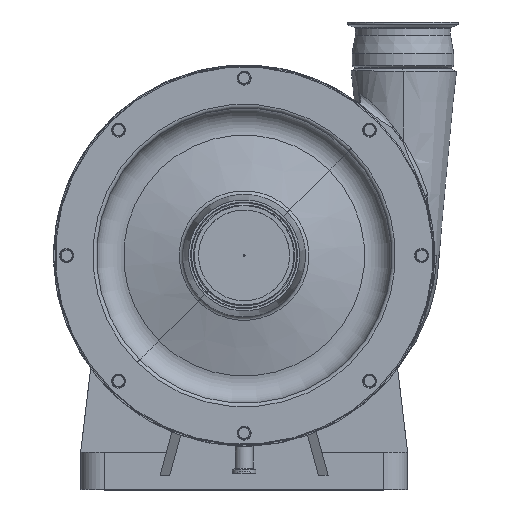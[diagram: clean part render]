
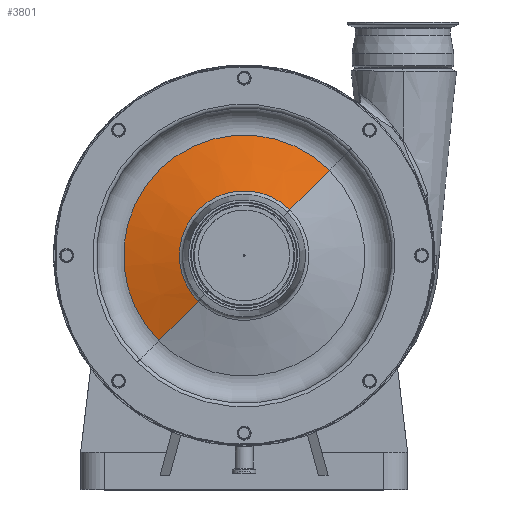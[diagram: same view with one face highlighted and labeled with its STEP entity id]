
A CAD part, top view. The second image highlights one B-rep face of the part: STEP entity #3801.
In plain terms, the highlighted conical face has half-angle 75 degrees and reference radius 69.319 mm.
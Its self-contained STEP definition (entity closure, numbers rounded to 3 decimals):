
#317 = VERTEX_POINT ( 'NONE', #19210 ) ;
#620 = VERTEX_POINT ( 'NONE', #23134 ) ;
#958 = DIRECTION ( 'NONE',  ( -0.683, -0.683, -0.259 ) ) ;
#1658 = DIRECTION ( 'NONE',  ( 0.683, 0.683, -0.259 ) ) ;
#1898 = CARTESIAN_POINT ( 'NONE',  ( 49.016, 49.016, 70.111 ) ) ;
#2816 = LINE ( 'NONE', #10394, #14761 ) ;
#2827 = EDGE_CURVE ( 'NONE', #9330, #4763, #18701, .T. ) ;
#3005 = CIRCLE ( 'NONE', #23270, 129.047 ) ;
#3041 = VECTOR ( 'NONE', #1658, 1000. ) ;
#3157 = ORIENTED_EDGE ( 'NONE', *, *, #2827, .T. ) ;
#3801 = ADVANCED_FACE ( 'NONE', ( #6726 ), #3849, .T. ) ;
#3849 = CONICAL_SURFACE ( 'NONE', #8228, 69.319, 1.309 ) ;
#4661 = ORIENTED_EDGE ( 'NONE', *, *, #15461, .F. ) ;
#4763 = VERTEX_POINT ( 'NONE', #15749 ) ;
#4855 = ORIENTED_EDGE ( 'NONE', *, *, #21358, .T. ) ;
#6726 = FACE_OUTER_BOUND ( 'NONE', #12252, .T. ) ;
#7148 = DIRECTION ( 'NONE',  ( -0.707, -0.707, 0. ) ) ;
#8228 = AXIS2_PLACEMENT_3D ( 'NONE', #19912, #18280, #16527 ) ;
#8311 = AXIS2_PLACEMENT_3D ( 'NONE', #16589, #24200, #7148 ) ;
#8388 = DIRECTION ( 'NONE',  ( -0.707, -0.707, 0. ) ) ;
#9330 = VERTEX_POINT ( 'NONE', #24090 ) ;
#9632 = EDGE_CURVE ( 'NONE', #620, #4763, #3005, .T. ) ;
#10394 = CARTESIAN_POINT ( 'NONE',  ( -49.016, -49.016, 70.111 ) ) ;
#12252 = EDGE_LOOP ( 'NONE', ( #4855, #3157, #15550, #4661 ) ) ;
#12267 = CIRCLE ( 'NONE', #8311, 69.319 ) ;
#14761 = VECTOR ( 'NONE', #958, 1000. ) ;
#15461 = EDGE_CURVE ( 'NONE', #317, #620, #2816, .T. ) ;
#15550 = ORIENTED_EDGE ( 'NONE', *, *, #9632, .F. ) ;
#15749 = CARTESIAN_POINT ( 'NONE',  ( 91.25, 91.25, 54.107 ) ) ;
#16527 = DIRECTION ( 'NONE',  ( -0.707, -0.707, 0. ) ) ;
#16589 = CARTESIAN_POINT ( 'NONE',  ( 0., 0., 70.111 ) ) ;
#18280 = DIRECTION ( 'NONE',  ( 0., 0., -1. ) ) ;
#18701 = LINE ( 'NONE', #1898, #3041 ) ;
#19210 = CARTESIAN_POINT ( 'NONE',  ( -49.016, -49.016, 70.111 ) ) ;
#19912 = CARTESIAN_POINT ( 'NONE',  ( 0., 0., 70.111 ) ) ;
#21358 = EDGE_CURVE ( 'NONE', #317, #9330, #12267, .T. ) ;
#21578 = DIRECTION ( 'NONE',  ( 0., 0., -1. ) ) ;
#23134 = CARTESIAN_POINT ( 'NONE',  ( -91.25, -91.25, 54.107 ) ) ;
#23270 = AXIS2_PLACEMENT_3D ( 'NONE', #23570, #21578, #8388 ) ;
#23570 = CARTESIAN_POINT ( 'NONE',  ( 0., 0., 54.107 ) ) ;
#24090 = CARTESIAN_POINT ( 'NONE',  ( 49.016, 49.016, 70.111 ) ) ;
#24200 = DIRECTION ( 'NONE',  ( 0., 0., -1. ) ) ;
